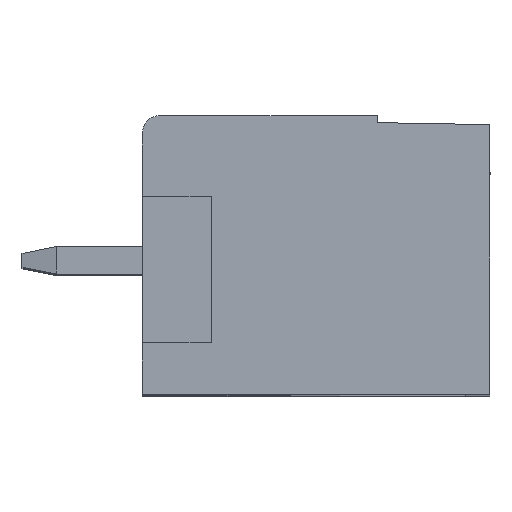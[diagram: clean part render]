
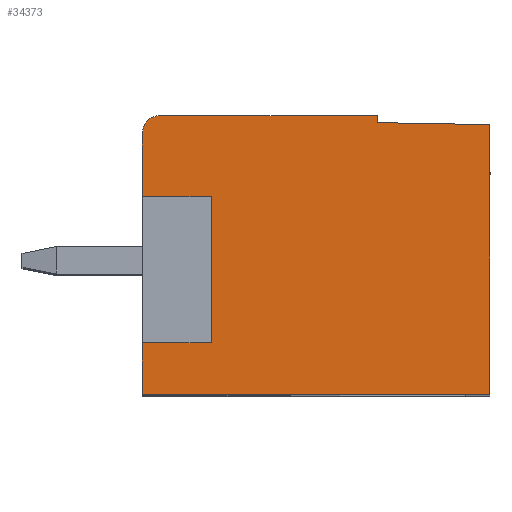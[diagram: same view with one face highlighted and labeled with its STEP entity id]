
A CAD part, top view. The second image highlights one B-rep face of the part: STEP entity #34373.
In plain terms, the highlighted planar face has unit normal (0, 0, 1).
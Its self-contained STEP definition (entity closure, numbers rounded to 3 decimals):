
#5=DIRECTION('',(0.,1.,0.));
#6=VECTOR('',#5,7.84);
#7=CARTESIAN_POINT('',(-10.615,0.099,168.212));
#8=LINE('',#7,#6);
#309=DIRECTION('',(0.,1.,0.));
#310=VECTOR('',#309,0.202);
#311=CARTESIAN_POINT('',(-13.889,7.997,168.212));
#312=LINE('',#311,#310);
#377=DIRECTION('',(0.,-1.,0.));
#378=VECTOR('',#377,1.85);
#379=CARTESIAN_POINT('',(-20.715,7.699,168.212));
#380=LINE('',#379,#378);
#393=DIRECTION('',(0.,-1.,0.));
#394=VECTOR('',#393,1.5);
#395=CARTESIAN_POINT('',(-20.715,1.599,168.212));
#396=LINE('',#395,#394);
#1241=DIRECTION('',(1.,0.,0.));
#1242=VECTOR('',#1241,10.1);
#1243=CARTESIAN_POINT('',(-20.715,0.099,
168.212));
#1244=LINE('',#1243,#1242);
#12360=DIRECTION('',(0.,1.,0.));
#12361=VECTOR('',#12360,4.25);
#12362=CARTESIAN_POINT('',(-18.715,1.599,
168.212));
#12363=LINE('',#12362,#12361);
#12364=DIRECTION('',(-1.,0.,0.));
#12365=VECTOR('',#12364,2.);
#12366=CARTESIAN_POINT('',(-18.715,5.849,
168.212));
#12367=LINE('',#12366,#12365);
#12368=CARTESIAN_POINT('',(-20.215,7.699,
168.212));
#12369=DIRECTION('',(0.,0.,-1.));
#12370=DIRECTION('',(-1.,0.,0.));
#12371=AXIS2_PLACEMENT_3D('',#12368,#12369,#12370);
#12373=DIRECTION('',(1.,0.,0.));
#12374=VECTOR('',#12373,6.326);
#12375=CARTESIAN_POINT('',(-20.215,8.199,
168.212));
#12376=LINE('',#12375,#12374);
#12377=DIRECTION('',(1.,-0.017,0.));
#12378=VECTOR('',#12377,3.274);
#12379=CARTESIAN_POINT('',(-13.889,7.997,
168.212));
#12380=LINE('',#12379,#12378);
#12381=DIRECTION('',(-1.,0.,0.));
#12382=VECTOR('',#12381,2.);
#12383=CARTESIAN_POINT('',(-18.715,1.599,
168.212));
#12384=LINE('',#12383,#12382);
#12405=CARTESIAN_POINT('',(-10.615,0.099,
168.212));
#12406=CARTESIAN_POINT('',(-10.615,7.94,
168.212));
#12407=VERTEX_POINT('',#12405);
#12408=VERTEX_POINT('',#12406);
#12481=CARTESIAN_POINT('',(-20.715,0.099,
168.212));
#12482=VERTEX_POINT('',#12481);
#12748=CARTESIAN_POINT('',(-13.889,7.997,
168.212));
#12749=VERTEX_POINT('',#12748);
#12750=CARTESIAN_POINT('',(-20.715,1.599,
168.212));
#12751=VERTEX_POINT('',#12750);
#12752=CARTESIAN_POINT('',(-18.715,1.599,
168.212));
#12753=VERTEX_POINT('',#12752);
#12754=CARTESIAN_POINT('',(-18.715,5.849,
168.212));
#12755=VERTEX_POINT('',#12754);
#12756=CARTESIAN_POINT('',(-20.715,5.849,
168.212));
#12757=VERTEX_POINT('',#12756);
#12758=CARTESIAN_POINT('',(-20.715,7.699,
168.212));
#12759=VERTEX_POINT('',#12758);
#12760=CARTESIAN_POINT('',(-20.215,8.199,
168.212));
#12761=VERTEX_POINT('',#12760);
#12762=CARTESIAN_POINT('',(-13.889,8.199,
168.212));
#12763=VERTEX_POINT('',#12762);
#34352=CARTESIAN_POINT('',(-10.615,0.099,
168.212));
#34353=DIRECTION('',(0.,0.,-1.));
#34354=DIRECTION('',(0.,1.,0.));
#34355=AXIS2_PLACEMENT_3D('',#34352,#34353,#34354);
#34356=PLANE('',#34355);
#34357=ORIENTED_EDGE('',*,*,#16239,.F.);
#34358=ORIENTED_EDGE('',*,*,#17764,.F.);
#34359=ORIENTED_EDGE('',*,*,#16604,.F.);
#34361=ORIENTED_EDGE('',*,*,#34360,.F.);
#34363=ORIENTED_EDGE('',*,*,#34362,.T.);
#34365=ORIENTED_EDGE('',*,*,#34364,.T.);
#34366=ORIENTED_EDGE('',*,*,#16596,.F.);
#34367=ORIENTED_EDGE('',*,*,#16561,.T.);
#34368=ORIENTED_EDGE('',*,*,#16546,.T.);
#34369=ORIENTED_EDGE('',*,*,#16531,.F.);
#34370=ORIENTED_EDGE('',*,*,#16516,.T.);
#34371=EDGE_LOOP('',(#34357,#34358,#34359,#34361,#34363,#34365,#34366,#34367,
#34368,#34369,#34370));
#34372=FACE_OUTER_BOUND('',#34371,.F.);
#12372=CIRCLE('',#12371,0.5);
#16239=EDGE_CURVE('',#12407,#12408,#8,.T.);
#16516=EDGE_CURVE('',#12749,#12408,#12380,.T.);
#16531=EDGE_CURVE('',#12749,#12763,#312,.T.);
#16546=EDGE_CURVE('',#12761,#12763,#12376,.T.);
#16561=EDGE_CURVE('',#12759,#12761,#12372,.T.);
#16596=EDGE_CURVE('',#12759,#12757,#380,.T.);
#16604=EDGE_CURVE('',#12751,#12482,#396,.T.);
#17764=EDGE_CURVE('',#12482,#12407,#1244,.T.);
#34360=EDGE_CURVE('',#12753,#12751,#12384,.T.);
#34362=EDGE_CURVE('',#12753,#12755,#12363,.T.);
#34364=EDGE_CURVE('',#12755,#12757,#12367,.T.);
#34373=ADVANCED_FACE('',(#34372),#34356,.F.);
